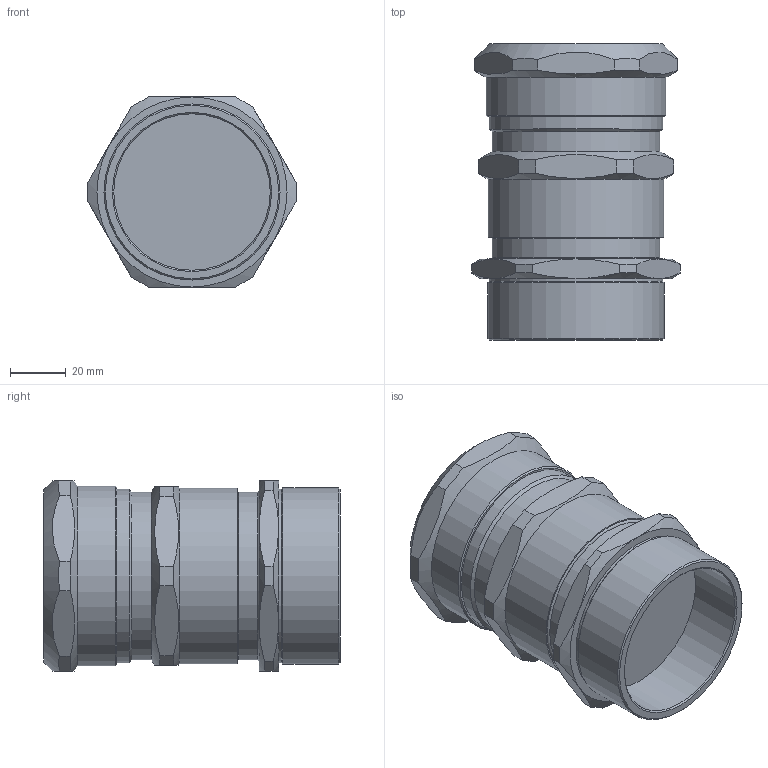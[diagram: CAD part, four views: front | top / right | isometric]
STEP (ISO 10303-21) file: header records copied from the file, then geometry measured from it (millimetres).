
FILE_DESCRIPTION(/* description */ ('ВКБ3-НС-M63-45-51'),/* implementation_level */ '2;1');
FILE_NAME(/* name */ '',/* time_stamp */ '2025-07-07T14:22:13+07:00',/* author */ ('zeta-86'),/* organization */ (''),/* preprocessor_version */ 'ST-DEVELOPER v19.2',/* originating_system */ 'Autodesk Inventor 2024',/* authorisation */ '');
FILE_SCHEMA (('AUTOMOTIVE_DESIGN { 1 0 10303 214 3 1 1 }'));
Length unit declared in the file: millimetre
Products named in the file (1): zeta34612
Bounding box: 74.52 x 106 x 68 mm (x, y, z)
Volume: 287847.2 mm3; surface area: 35281.9 mm2
Topology: 1 solids, 1 shells, 79 faces, 192 edges, 121 vertices
Faces by surface type: plane 44, cone 24, cylinder 9, torus 2
Full cylindrical faces by diameter (mm): 51.5 x1, 56 x1, 60 x2, 62 x2, 62.9 x1, 63 x1, 64.4 x1
Entity records: 2240 total; most frequent: CARTESIAN_POINT 569, ORIENTED_EDGE 384, DIRECTION 311, EDGE_CURVE 192, AXIS2_PLACEMENT_3D 127, VERTEX_POINT 121, EDGE_LOOP 85, FACE_OUTER_BOUND 79
